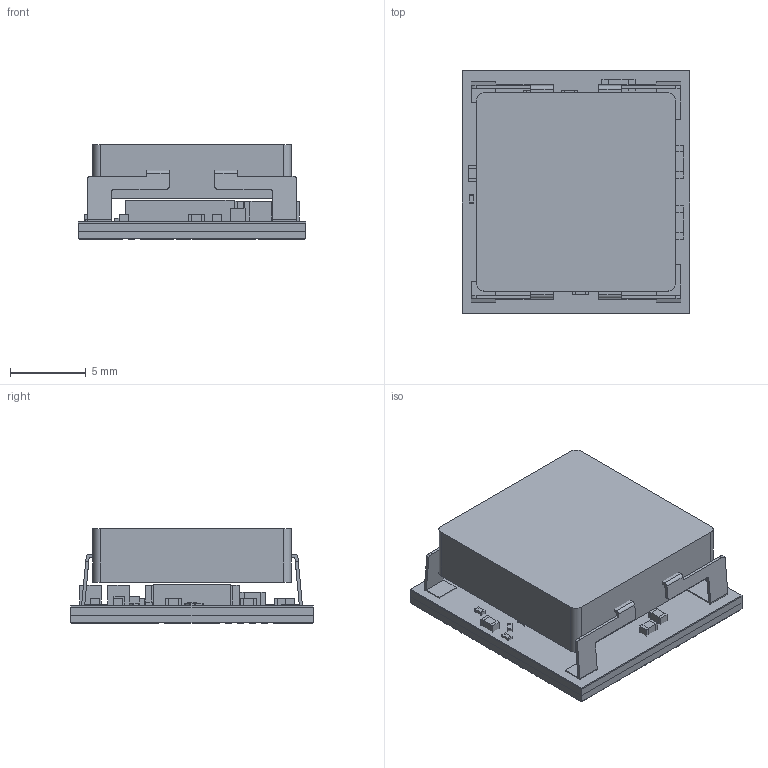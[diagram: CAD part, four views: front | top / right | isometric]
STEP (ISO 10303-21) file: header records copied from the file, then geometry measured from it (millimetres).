
FILE_DESCRIPTION((''),'2;1');
FILE_NAME('MOL0059A_ASM','2017-08-14T14:47:19',('a0412086'),(''),'CREO PARAMETRIC BY PTC INC, 2017110','CREO PARAMETRIC BY PTC INC, 2017110','');
FILE_SCHEMA(('AUTOMOTIVE_DESIGN { 1 0 10303 214 1 1 1 1 }'));
Length unit declared in the file: millimetre
Products named in the file (81): FR4; BOTTOM_CU; SM_TOP; BOARD; 030-00205_1; 030-00205_2_1; 030-00205_2_2; 030-00205_2_3; 030-00205_2_4; 030-00205_2_ASM; 030-00205_ASM; L1_ASM; EXTRUDED-8979; 715274816_ASM; EXTRUDED-9351; 715274952_ASM; C14_ASM; EXTRUDED-9759; 715275904_ASM; EXTRUDED-10131; 715276040_ASM; C3_ASM; EXTRUDED-10539; 715274544_ASM; EXTRUDED-10911; 715274680_ASM; R5_ASM; EXTRUDED-11315; 715277264_ASM; EXTRUDED-12935; 715274408_ASM; U1_ASM; EXTRUDED-13338; 715276176_ASM; EXTRUDED-13710; 715276312_ASM; R3_ASM; R4_ASM; EXTRUDED-14164; 715276448_ASM ...
Assembly tree (126 placements, depth 6):
  MOL0059A_ASM
    FR4
    BOTTOM_CU
    SM_TOP
    COMPS_ASM
      BOARD
      L1_ASM
        030-00205_ASM
          030-00205_1
          030-00205_2_ASM
            030-00205_2_1
            030-00205_2_2
            030-00205_2_3
            030-00205_2_4
      C14_ASM
        715274816_ASM  x2
          EXTRUDED-8979
        715274952_ASM
          EXTRUDED-9351
      C3_ASM
        715275904_ASM  x2
          EXTRUDED-9759
        715276040_ASM
          EXTRUDED-10131
      R5_ASM
        715274544_ASM  x2
          EXTRUDED-10539
        715274680_ASM
          EXTRUDED-10911
      U1_ASM
        715277264_ASM
          EXTRUDED-11315
        715274408_ASM
          EXTRUDED-12935
      R3_ASM
        715276176_ASM  x2
          EXTRUDED-13338
        715276312_ASM
          EXTRUDED-13710
      R4_ASM
        715274544_ASM  x2
          EXTRUDED-10539
        715274680_ASM
          EXTRUDED-10911
      C2_ASM
        715276448_ASM  x2
          EXTRUDED-14164
        715276584_ASM
          EXTRUDED-14536
      C4_ASM
        715275088_ASM  x2
          EXTRUDED-14944
        715275224_ASM
          EXTRUDED-15316
      C5_ASM
        715275088_ASM  x2
          EXTRUDED-14944
        715275224_ASM
          EXTRUDED-15316
      C6_ASM
Bounding box: 15 x 16 x 6.27 mm (x, y, z)
Volume: 1098.8 mm3; surface area: 2687.8 mm2
Topology: 135 solids, 135 shells, 886 faces, 1856 edges, 1240 vertices
Faces by surface type: plane 858, cylinder 28
Entity records: 28746 total; most frequent: DIRECTION 4104, CARTESIAN_POINT 4093, ORIENTED_EDGE 2608, AXIS2_PLACEMENT_3D 1335, EDGE_CURVE 1304, PRESENTATION_STYLE_ASSIGNMENT 1293, STYLED_ITEM 1293, VECTOR 1240
